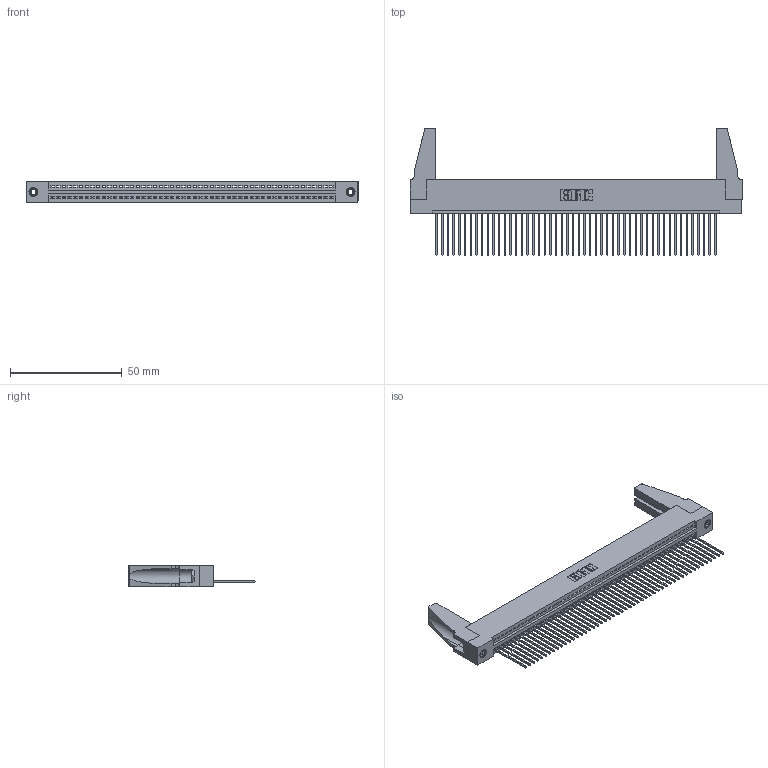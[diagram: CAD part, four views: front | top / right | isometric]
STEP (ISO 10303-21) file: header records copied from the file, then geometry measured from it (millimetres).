
FILE_DESCRIPTION (( 'STEP AP203' ), '1' );
FILE_NAME ('395-050-541-188.STEP', '2019-10-23T06:53:13', ( '' ), ( '' ), 'SwSTEP 2.0', 'SolidWorks 2016', '' );
FILE_SCHEMA (( 'CONFIG_CONTROL_DESIGN' ));
Length unit declared in the file: inch
Products named in the file (5): 395-050-541-188; 345-292-001_345-293-141; 345-250-001_345-250-001-102; 345 Part_Flush Mounting Lugs - 0.156 Dia-TH; 345-220-078_345-220-088
Assembly tree (55 placements, depth 2):
  395-050-541-188
    345 Part_Flush Mounting Lugs - 0.156 Dia-TH
    345-292-001_345-293-141  x50
    345-250-001_345-250-001-102  x2
    345-220-078_345-220-088  x2
Bounding box: 148.23 x 56.82 x 9.4 mm (x, y, z)
Volume: 17562.5 mm3; surface area: 23225.5 mm2
Topology: 55 solids, 55 shells, 3150 faces, 9455 edges, 6226 vertices
Faces by surface type: plane 2152, cylinder 982, cone 12, torus 4
Entity records: 38720 total; most frequent: CARTESIAN_POINT 6696, ORIENTED_EDGE 6640, DIRECTION 5844, EDGE_CURVE 3320, LINE 2946, VECTOR 2946, VERTEX_POINT 2206, AXIS2_PLACEMENT_3D 1449
